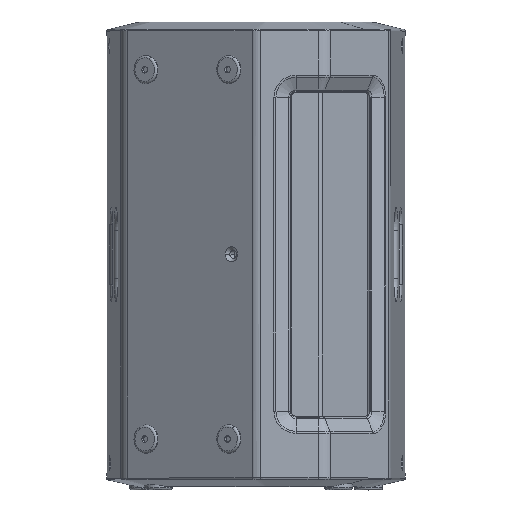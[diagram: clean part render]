
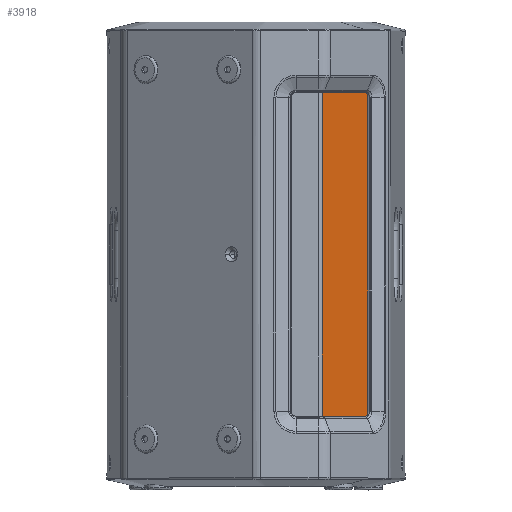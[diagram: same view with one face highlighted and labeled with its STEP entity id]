
A CAD part, top view. The second image highlights one B-rep face of the part: STEP entity #3918.
In plain terms, the highlighted planar face has unit normal (0.819, 0, 0.574).
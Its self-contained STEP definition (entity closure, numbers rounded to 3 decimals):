
#683 = EDGE_CURVE ( 'NONE', #32436, #8334, #20566, .T. ) ;
#860 = CARTESIAN_POINT ( 'NONE',  ( 88.242, 354.389, 171.941 ) ) ;
#998 = VECTOR ( 'NONE', #18188, 1000. ) ;
#1026 = VECTOR ( 'NONE', #35507, 1000. ) ;
#1229 = ORIENTED_EDGE ( 'NONE', *, *, #28893, .T. ) ;
#1233 = CIRCLE ( 'NONE', #18509, 6.5 ) ;
#3918 = ADVANCED_FACE ( 'NONE', ( #12670 ), #25242, .F. ) ;
#4552 = EDGE_LOOP ( 'NONE', ( #1229, #5613, #12434, #18427, #18625, #24660 ) ) ;
#4945 = DIRECTION ( 'NONE',  ( -0.574, 0., 0.819 ) ) ;
#5613 = ORIENTED_EDGE ( 'NONE', *, *, #10929, .T. ) ;
#6312 = CARTESIAN_POINT ( 'NONE',  ( 88.242, 216., 171.941 ) ) ;
#6358 = CARTESIAN_POINT ( 'NONE',  ( 145.552, 216., 90.094 ) ) ;
#6420 = CARTESIAN_POINT ( 'NONE',  ( 88.242, -216., 171.941 ) ) ;
#8159 = VERTEX_POINT ( 'NONE', #37192 ) ;
#8334 = VERTEX_POINT ( 'NONE', #17201 ) ;
#9618 = VECTOR ( 'NONE', #30623, 1000. ) ;
#10569 = DIRECTION ( 'NONE',  ( 0.819, 0., 0.574 ) ) ;
#10929 = EDGE_CURVE ( 'NONE', #36055, #8334, #1233, .T. ) ;
#11015 = LINE ( 'NONE', #6312, #1026 ) ;
#11919 = LINE ( 'NONE', #860, #998 ) ;
#12434 = ORIENTED_EDGE ( 'NONE', *, *, #683, .F. ) ;
#12670 = FACE_OUTER_BOUND ( 'NONE', #4552, .T. ) ;
#15689 = VERTEX_POINT ( 'NONE', #6420 ) ;
#16603 = DIRECTION ( 'NONE',  ( -0.574, 0., 0.819 ) ) ;
#16607 = AXIS2_PLACEMENT_3D ( 'NONE', #19392, #10569, #19521 ) ;
#17201 = CARTESIAN_POINT ( 'NONE',  ( 149.28, -209.5, 84.769 ) ) ;
#18188 = DIRECTION ( 'NONE',  ( 0., -1., 0. ) ) ;
#18427 = ORIENTED_EDGE ( 'NONE', *, *, #31954, .T. ) ;
#18509 = AXIS2_PLACEMENT_3D ( 'NONE', #19418, #22589, #16603 ) ;
#18625 = ORIENTED_EDGE ( 'NONE', *, *, #32803, .T. ) ;
#18690 = LINE ( 'NONE', #28979, #20048 ) ;
#19040 = CARTESIAN_POINT ( 'NONE',  ( 149.28, 354.389, 84.769 ) ) ;
#19392 = CARTESIAN_POINT ( 'NONE',  ( 145.552, 209.5, 90.094 ) ) ;
#19418 = CARTESIAN_POINT ( 'NONE',  ( 145.552, -209.5, 90.094 ) ) ;
#19521 = DIRECTION ( 'NONE',  ( -0.574, 0., 0.819 ) ) ;
#20048 = VECTOR ( 'NONE', #32276, 1000. ) ;
#20566 = LINE ( 'NONE', #19040, #9618 ) ;
#22589 = DIRECTION ( 'NONE',  ( 0.819, 0., 0.574 ) ) ;
#22948 = CARTESIAN_POINT ( 'NONE',  ( 145.552, -216., 90.094 ) ) ;
#24660 = ORIENTED_EDGE ( 'NONE', *, *, #28239, .T. ) ;
#25242 = PLANE ( 'NONE',  #31624 ) ;
#28239 = EDGE_CURVE ( 'NONE', #8159, #15689, #11919, .T. ) ;
#28411 = CARTESIAN_POINT ( 'NONE',  ( 88.242, 354.389, 171.941 ) ) ;
#28893 = EDGE_CURVE ( 'NONE', #15689, #36055, #18690, .T. ) ;
#28979 = CARTESIAN_POINT ( 'NONE',  ( 88.242, -216., 171.941 ) ) ;
#30623 = DIRECTION ( 'NONE',  ( 0., -1., 0. ) ) ;
#31485 = CARTESIAN_POINT ( 'NONE',  ( 149.28, 209.5, 84.769 ) ) ;
#31624 = AXIS2_PLACEMENT_3D ( 'NONE', #28411, #34131, #4945 ) ;
#31954 = EDGE_CURVE ( 'NONE', #32436, #35041, #33027, .T. ) ;
#32276 = DIRECTION ( 'NONE',  ( 0.574, 0., -0.819 ) ) ;
#32436 = VERTEX_POINT ( 'NONE', #31485 ) ;
#32803 = EDGE_CURVE ( 'NONE', #35041, #8159, #11015, .T. ) ;
#33027 = CIRCLE ( 'NONE', #16607, 6.5 ) ;
#34131 = DIRECTION ( 'NONE',  ( -0.819, 0., -0.574 ) ) ;
#35041 = VERTEX_POINT ( 'NONE', #6358 ) ;
#35507 = DIRECTION ( 'NONE',  ( -0.574, 0., 0.819 ) ) ;
#36055 = VERTEX_POINT ( 'NONE', #22948 ) ;
#37192 = CARTESIAN_POINT ( 'NONE',  ( 88.242, 216., 171.941 ) ) ;
